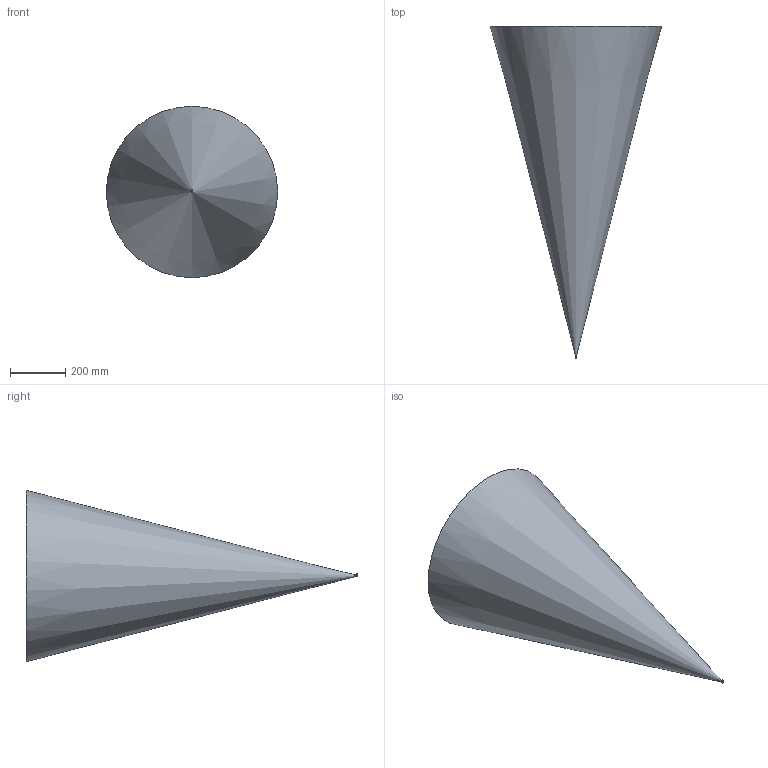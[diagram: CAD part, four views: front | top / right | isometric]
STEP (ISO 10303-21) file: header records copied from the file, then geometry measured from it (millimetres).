
FILE_DESCRIPTION(/* description */ (''),/* implementation_level */ '2;1');
FILE_NAME(/* name */ 'Distance sensor V1 with FOW cone.step',/* time_stamp */ '2025-12-02T21:44:43+02:00',/* author */ (''),/* organization */ (''),/* preprocessor_version */ 'ST-DEVELOPER v20.1',/* originating_system */ 'Autodesk Translation Framework v14.21.0.0',/* authorisation */ '');
FILE_SCHEMA (('AUTOMOTIVE_DESIGN { 1 0 10303 214 3 1 1 }'));
Length unit declared in the file: millimetre
Products named in the file (1): Distance sensor V1
Bounding box: 621.06 x 1202.81 x 621.06 mm (x, y, z)
Volume: 210298975.9 mm3; surface area: 2763884.6 mm2
Topology: 3 solids, 3 shells, 105 faces, 260 edges, 164 vertices
Faces by surface type: plane 61, cylinder 34, cone 10
Entity records: 3202 total; most frequent: CARTESIAN_POINT 606, DIRECTION 548, ORIENTED_EDGE 520, EDGE_CURVE 260, AXIS2_PLACEMENT_3D 190, LINE 168, VECTOR 168, VERTEX_POINT 164
